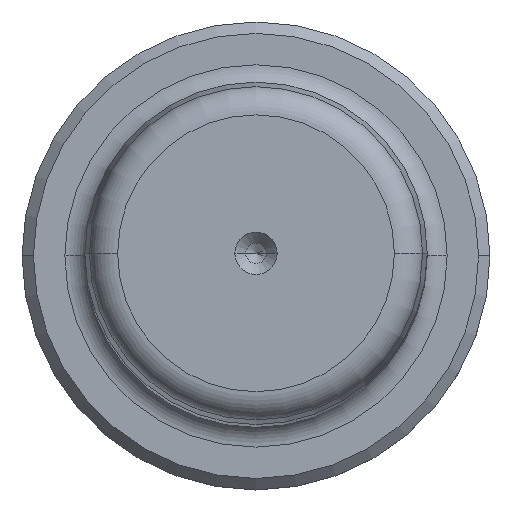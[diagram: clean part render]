
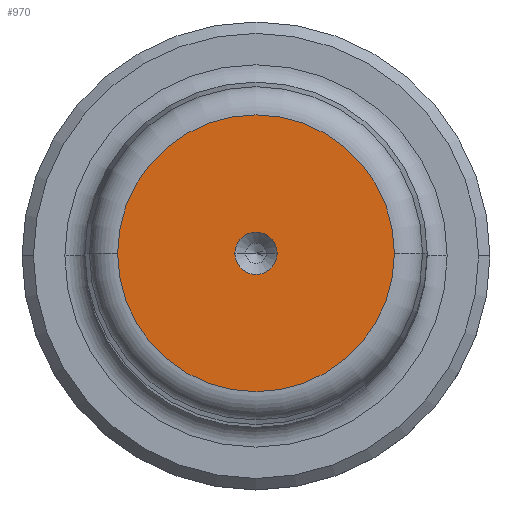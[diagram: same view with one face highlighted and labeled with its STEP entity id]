
A CAD part, top view. The second image highlights one B-rep face of the part: STEP entity #970.
In plain terms, the highlighted planar face has unit normal (0, 0, 1).
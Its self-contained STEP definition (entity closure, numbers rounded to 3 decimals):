
#72 = DIRECTION ( 'NONE',  ( 0., 0., 1. ) ) ;
#144 = AXIS2_PLACEMENT_3D ( 'NONE', #1447, #357, #1630 ) ;
#157 = CARTESIAN_POINT ( 'NONE',  ( 12.124, 0., 170. ) ) ;
#202 = ORIENTED_EDGE ( 'NONE', *, *, #995, .T. ) ;
#234 = PLANE ( 'NONE',  #411 ) ;
#349 = CARTESIAN_POINT ( 'NONE',  ( -1.85, 0., 170. ) ) ;
#357 = DIRECTION ( 'NONE',  ( 0., 0., 1. ) ) ;
#379 = EDGE_LOOP ( 'NONE', ( #202, #2255 ) ) ;
#391 = EDGE_CURVE ( 'NONE', #1218, #1056, #539, .T. ) ;
#411 = AXIS2_PLACEMENT_3D ( 'NONE', #1505, #421, #1692 ) ;
#421 = DIRECTION ( 'NONE',  ( 0., 0., 1. ) ) ;
#428 = DIRECTION ( 'NONE',  ( 0., 0., 1. ) ) ;
#476 = DIRECTION ( 'NONE',  ( 0., 0., 1. ) ) ;
#533 = AXIS2_PLACEMENT_3D ( 'NONE', #1518, #428, #1699 ) ;
#539 = CIRCLE ( 'NONE', #144, 1.85 ) ;
#561 = CIRCLE ( 'NONE', #845, 12.124 ) ;
#589 = FACE_OUTER_BOUND ( 'NONE', #379, .T. ) ;
#708 = EDGE_CURVE ( 'NONE', #1296, #825, #561, .T. ) ;
#825 = VERTEX_POINT ( 'NONE', #157 ) ;
#845 = AXIS2_PLACEMENT_3D ( 'NONE', #1563, #476, #1747 ) ;
#866 = ORIENTED_EDGE ( 'NONE', *, *, #391, .F. ) ;
#889 = EDGE_CURVE ( 'NONE', #1056, #1218, #2211, .T. ) ;
#970 = ADVANCED_FACE ( 'NONE', ( #1147, #589 ), #234, .T. ) ;
#995 = EDGE_CURVE ( 'NONE', #825, #1296, #1087, .T. ) ;
#1056 = VERTEX_POINT ( 'NONE', #1205 ) ;
#1087 = CIRCLE ( 'NONE', #533, 12.124 ) ;
#1121 = CARTESIAN_POINT ( 'NONE',  ( -12.124, 0., 170. ) ) ;
#1147 = FACE_BOUND ( 'NONE', #1405, .T. ) ;
#1186 = CARTESIAN_POINT ( 'NONE',  ( 0., 0., 170. ) ) ;
#1205 = CARTESIAN_POINT ( 'NONE',  ( 1.85, 0., 170. ) ) ;
#1218 = VERTEX_POINT ( 'NONE', #349 ) ;
#1296 = VERTEX_POINT ( 'NONE', #1121 ) ;
#1358 = DIRECTION ( 'NONE',  ( 1., 0., 0. ) ) ;
#1405 = EDGE_LOOP ( 'NONE', ( #1845, #866 ) ) ;
#1447 = CARTESIAN_POINT ( 'NONE',  ( 0., 0., 170. ) ) ;
#1505 = CARTESIAN_POINT ( 'NONE',  ( 0., 0., 170. ) ) ;
#1518 = CARTESIAN_POINT ( 'NONE',  ( 0., 0., 170. ) ) ;
#1563 = CARTESIAN_POINT ( 'NONE',  ( 0., 0., 170. ) ) ;
#1630 = DIRECTION ( 'NONE',  ( 1., 0., 0. ) ) ;
#1692 = DIRECTION ( 'NONE',  ( 1., 0., 0. ) ) ;
#1699 = DIRECTION ( 'NONE',  ( 1., 0., 0. ) ) ;
#1747 = DIRECTION ( 'NONE',  ( 1., 0., 0. ) ) ;
#1845 = ORIENTED_EDGE ( 'NONE', *, *, #889, .F. ) ;
#2211 = CIRCLE ( 'NONE', #2288, 1.85 ) ;
#2255 = ORIENTED_EDGE ( 'NONE', *, *, #708, .T. ) ;
#2288 = AXIS2_PLACEMENT_3D ( 'NONE', #1186, #72, #1358 ) ;
